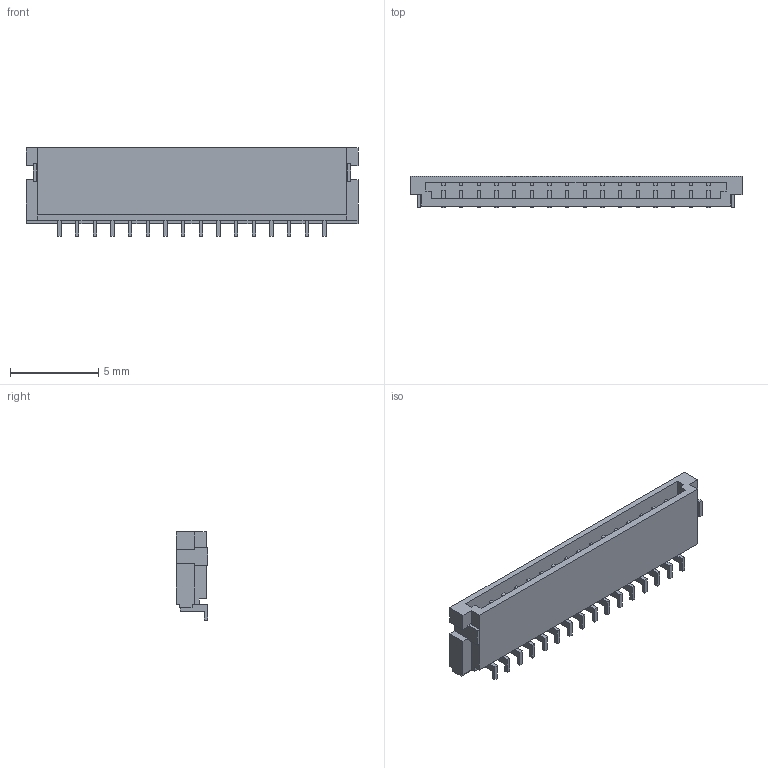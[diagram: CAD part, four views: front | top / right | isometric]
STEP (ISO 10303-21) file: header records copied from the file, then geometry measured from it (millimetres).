
FILE_DESCRIPTION (( 'STEP AP214' ), '1' );
FILE_NAME ('SM16B-SHLS.STEP', '2010-06-15T09:57:17', ( ' ' ), ( ' ' ), 'SwSTEP 2.0', 'SolidWorks 2005235', '' );
FILE_SCHEMA (( 'AUTOMOTIVE_DESIGN' ));
Length unit declared in the file: millimetre
Products named in the file (1): SM16B-SHLS
Bounding box: 18.8 x 1.8 x 5 mm (x, y, z)
Volume: 89.6 mm3; surface area: 428.4 mm2
Topology: 1 solids, 1 shells, 345 faces, 946 edges, 620 vertices
Faces by surface type: plane 345
Entity records: 14482 total; most frequent: CARTESIAN_POINT 1912, ORIENTED_EDGE 1892, DIRECTION 1638, VECTOR 946, LINE 946, EDGE_CURVE 946, VERTEX_POINT 620, EDGE_LOOP 362
